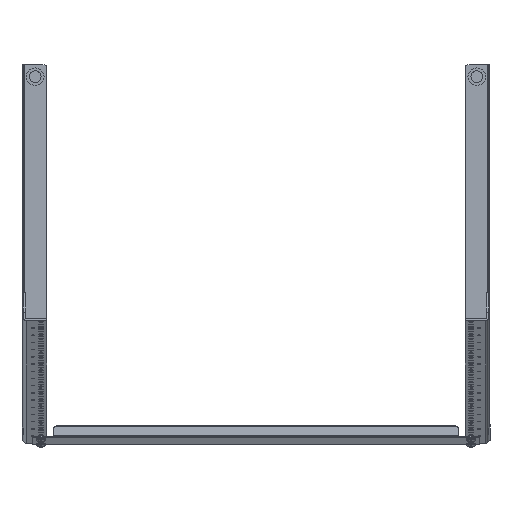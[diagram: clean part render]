
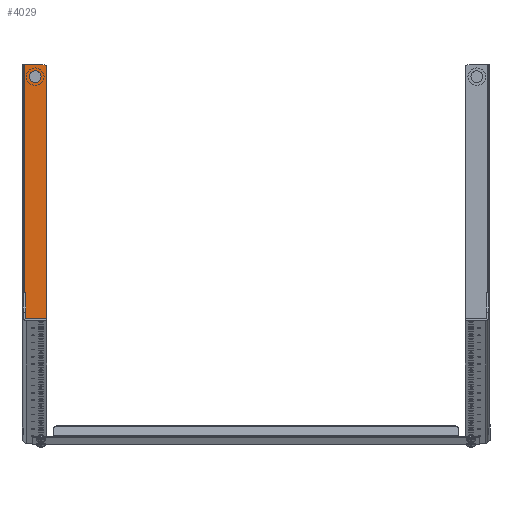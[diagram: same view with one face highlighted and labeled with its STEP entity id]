
A CAD part, top view. The second image highlights one B-rep face of the part: STEP entity #4029.
In plain terms, the highlighted planar face has unit normal (0, 0, 1).
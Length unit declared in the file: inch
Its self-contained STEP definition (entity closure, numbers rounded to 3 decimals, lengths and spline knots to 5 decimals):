
#171 = FACE_OUTER_BOUND ( 'NONE', #12578, .T. ) ;
#420 = DIRECTION ( 'NONE',  ( -1., 0., 0. ) ) ;
#466 = ORIENTED_EDGE ( 'NONE', *, *, #8924, .F. ) ;
#604 = CARTESIAN_POINT ( 'NONE',  ( 1.0055, 7.875, -1.693 ) ) ;
#657 = CIRCLE ( 'NONE', #3596, 0.125 ) ;
#687 = ORIENTED_EDGE ( 'NONE', *, *, #2748, .F. ) ;
#782 = EDGE_CURVE ( 'NONE', #15348, #15348, #10168, .T. ) ;
#805 = EDGE_CURVE ( 'NONE', #6916, #15190, #657, .T. ) ;
#1157 = EDGE_LOOP ( 'NONE', ( #9913 ) ) ;
#1267 = VECTOR ( 'NONE', #2079, 39.37008 ) ;
#1412 = DIRECTION ( 'NONE',  ( 0., 0., -1. ) ) ;
#1510 = PLANE ( 'NONE',  #11809 ) ;
#1767 = DIRECTION ( 'NONE',  ( 1., 0., 0. ) ) ;
#2079 = DIRECTION ( 'NONE',  ( -1., 0., 0. ) ) ;
#2451 = ORIENTED_EDGE ( 'NONE', *, *, #805, .F. ) ;
#2683 = DIRECTION ( 'NONE',  ( 0., 0., 1. ) ) ;
#2748 = EDGE_CURVE ( 'NONE', #10576, #6916, #11635, .T. ) ;
#2772 = CARTESIAN_POINT ( 'NONE',  ( 0.8805, -7.875, -1.693 ) ) ;
#3021 = CARTESIAN_POINT ( 'NONE',  ( 0.5055, 7.5, -1.693 ) ) ;
#3596 = AXIS2_PLACEMENT_3D ( 'NONE', #2772, #11800, #11889 ) ;
#3755 = VECTOR ( 'NONE', #15416, 39.37008 ) ;
#3805 = CIRCLE ( 'NONE', #13170, 0.125 ) ;
#3866 = CARTESIAN_POINT ( 'NONE',  ( 0.7555, 7.5, -1.693 ) ) ;
#4008 = VERTEX_POINT ( 'NONE', #10710 ) ;
#4029 = ADVANCED_FACE ( 'NONE', ( #15841, #171, #5277 ), #1510, .F. ) ;
#4251 = CARTESIAN_POINT ( 'NONE',  ( 0.8805, 7.875, -1.693 ) ) ;
#4278 = CARTESIAN_POINT ( 'NONE',  ( -0.057, 8., -1.693 ) ) ;
#4294 = CARTESIAN_POINT ( 'NONE',  ( 1.0055, -7.875, -1.693 ) ) ;
#4452 = EDGE_CURVE ( 'NONE', #4008, #10576, #3805, .T. ) ;
#4731 = AXIS2_PLACEMENT_3D ( 'NONE', #15402, #9020, #12964 ) ;
#5007 = ORIENTED_EDGE ( 'NONE', *, *, #8439, .F. ) ;
#5277 = FACE_BOUND ( 'NONE', #1157, .T. ) ;
#5386 = CARTESIAN_POINT ( 'NONE',  ( 0.029, -8., -1.693 ) ) ;
#5686 = CARTESIAN_POINT ( 'NONE',  ( 0., -8., -1.693 ) ) ;
#5726 = CARTESIAN_POINT ( 'NONE',  ( 0.8805, -8., -1.693 ) ) ;
#5754 = LINE ( 'NONE', #15733, #6435 ) ;
#5837 = DIRECTION ( 'NONE',  ( 0., -1., 0. ) ) ;
#6435 = VECTOR ( 'NONE', #5837, 39.37008 ) ;
#6702 = DIRECTION ( 'NONE',  ( 0., 0., -1. ) ) ;
#6872 = CIRCLE ( 'NONE', #4731, 0.25 ) ;
#6916 = VERTEX_POINT ( 'NONE', #4294 ) ;
#7322 = ORIENTED_EDGE ( 'NONE', *, *, #8743, .F. ) ;
#7774 = DIRECTION ( 'NONE',  ( 1., 0., 0. ) ) ;
#7998 = VERTEX_POINT ( 'NONE', #5386 ) ;
#8439 = EDGE_CURVE ( 'NONE', #14129, #4008, #9125, .T. ) ;
#8743 = EDGE_CURVE ( 'NONE', #13350, #13350, #6872, .T. ) ;
#8924 = EDGE_CURVE ( 'NONE', #15190, #7998, #13551, .T. ) ;
#9020 = DIRECTION ( 'NONE',  ( 0., 0., 1. ) ) ;
#9125 = LINE ( 'NONE', #4278, #10062 ) ;
#9913 = ORIENTED_EDGE ( 'NONE', *, *, #782, .F. ) ;
#10062 = VECTOR ( 'NONE', #14250, 39.37008 ) ;
#10168 = CIRCLE ( 'NONE', #10711, 0.25 ) ;
#10293 = CARTESIAN_POINT ( 'NONE',  ( 1.0055, 0., -1.693 ) ) ;
#10576 = VERTEX_POINT ( 'NONE', #604 ) ;
#10710 = CARTESIAN_POINT ( 'NONE',  ( 0.8805, 8., -1.693 ) ) ;
#10711 = AXIS2_PLACEMENT_3D ( 'NONE', #3021, #2683, #1767 ) ;
#11635 = LINE ( 'NONE', #10293, #3755 ) ;
#11800 = DIRECTION ( 'NONE',  ( 0., 0., -1. ) ) ;
#11809 = AXIS2_PLACEMENT_3D ( 'NONE', #15757, #6702, #420 ) ;
#11889 = DIRECTION ( 'NONE',  ( 1., 0., 0. ) ) ;
#11911 = EDGE_LOOP ( 'NONE', ( #7322 ) ) ;
#12329 = CARTESIAN_POINT ( 'NONE',  ( 0.7555, -7.5, -1.693 ) ) ;
#12578 = EDGE_LOOP ( 'NONE', ( #2451, #687, #13476, #5007, #14792, #466 ) ) ;
#12649 = EDGE_CURVE ( 'NONE', #14129, #7998, #5754, .T. ) ;
#12964 = DIRECTION ( 'NONE',  ( 1., 0., 0. ) ) ;
#13170 = AXIS2_PLACEMENT_3D ( 'NONE', #4251, #1412, #7774 ) ;
#13350 = VERTEX_POINT ( 'NONE', #12329 ) ;
#13476 = ORIENTED_EDGE ( 'NONE', *, *, #4452, .F. ) ;
#13551 = LINE ( 'NONE', #5686, #1267 ) ;
#14129 = VERTEX_POINT ( 'NONE', #16006 ) ;
#14250 = DIRECTION ( 'NONE',  ( 1., 0., 0. ) ) ;
#14792 = ORIENTED_EDGE ( 'NONE', *, *, #12649, .T. ) ;
#15190 = VERTEX_POINT ( 'NONE', #5726 ) ;
#15348 = VERTEX_POINT ( 'NONE', #3866 ) ;
#15402 = CARTESIAN_POINT ( 'NONE',  ( 0.5055, -7.5, -1.693 ) ) ;
#15416 = DIRECTION ( 'NONE',  ( 0., -1., 0. ) ) ;
#15733 = CARTESIAN_POINT ( 'NONE',  ( 0.029, 8., -1.693 ) ) ;
#15757 = CARTESIAN_POINT ( 'NONE',  ( 0., 0., -1.693 ) ) ;
#15841 = FACE_BOUND ( 'NONE', #11911, .T. ) ;
#16006 = CARTESIAN_POINT ( 'NONE',  ( 0.029, 8., -1.693 ) ) ;
